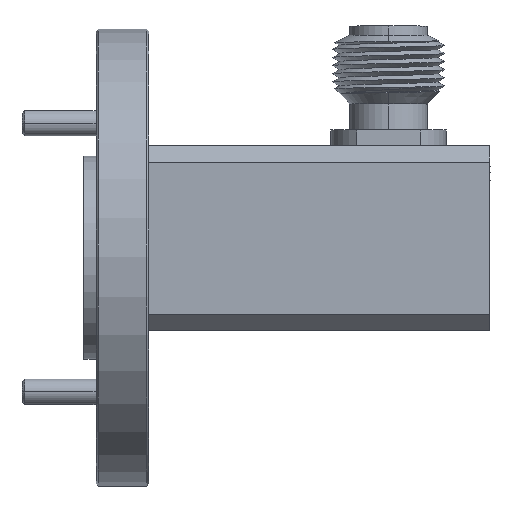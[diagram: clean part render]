
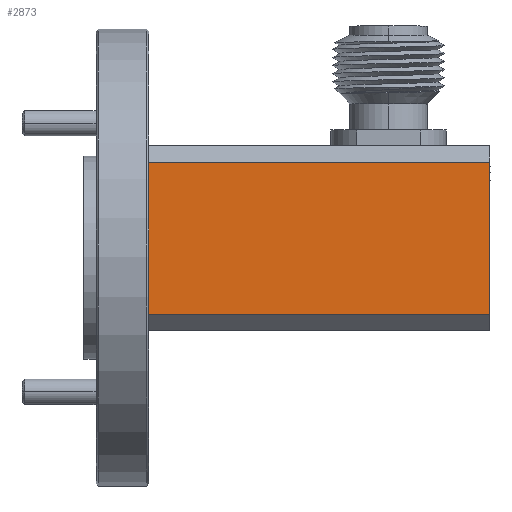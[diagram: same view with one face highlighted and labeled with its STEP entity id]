
A CAD part, top view. The second image highlights one B-rep face of the part: STEP entity #2873.
In plain terms, the highlighted planar face has unit normal (0, 0, 1).
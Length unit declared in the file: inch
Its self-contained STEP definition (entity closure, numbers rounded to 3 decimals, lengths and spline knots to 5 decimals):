
#1241 = LINE ( 'NONE', #8056, #10235 ) ;
#1744 = LINE ( 'NONE', #5084, #10467 ) ;
#2047 = VECTOR ( 'NONE', #10928, 39.37008 ) ;
#2246 = CARTESIAN_POINT ( 'NONE',  ( 0.86724, 1.0719, 1.17706 ) ) ;
#2522 = ORIENTED_EDGE ( 'NONE', *, *, #9010, .T. ) ;
#2648 = ORIENTED_EDGE ( 'NONE', *, *, #4086, .T. ) ;
#2873 = ADVANCED_FACE ( 'NONE', ( #4075 ), #10124, .F. ) ;
#3325 = CARTESIAN_POINT ( 'NONE',  ( 0.86724, 1.0719, 1.17706 ) ) ;
#3687 = ORIENTED_EDGE ( 'NONE', *, *, #8722, .F. ) ;
#4075 = FACE_OUTER_BOUND ( 'NONE', #5842, .T. ) ;
#4086 = EDGE_CURVE ( 'NONE', #4512, #6788, #8673, .T. ) ;
#4512 = VERTEX_POINT ( 'NONE', #9800 ) ;
#4598 = DIRECTION ( 'NONE',  ( 0., -1., 0. ) ) ;
#4609 = CARTESIAN_POINT ( 'NONE',  ( 0.02724, 0.6969, 1.17706 ) ) ;
#4691 = VECTOR ( 'NONE', #8369, 39.37008 ) ;
#4944 = DIRECTION ( 'NONE',  ( 0., 0., -1. ) ) ;
#5035 = VERTEX_POINT ( 'NONE', #8276 ) ;
#5084 = CARTESIAN_POINT ( 'NONE',  ( 0.86724, 0.6969, 1.17706 ) ) ;
#5842 = EDGE_LOOP ( 'NONE', ( #2648, #6320, #3687, #2522 ) ) ;
#5956 = DIRECTION ( 'NONE',  ( 1., 0., 0. ) ) ;
#6320 = ORIENTED_EDGE ( 'NONE', *, *, #9775, .T. ) ;
#6770 = AXIS2_PLACEMENT_3D ( 'NONE', #8412, #4944, #11112 ) ;
#6788 = VERTEX_POINT ( 'NONE', #4609 ) ;
#7788 = LINE ( 'NONE', #2246, #2047 ) ;
#8056 = CARTESIAN_POINT ( 'NONE',  ( 0.86724, 1.1119, 1.17706 ) ) ;
#8276 = CARTESIAN_POINT ( 'NONE',  ( 0.86724, 0.6969, 1.17706 ) ) ;
#8369 = DIRECTION ( 'NONE',  ( 0., -1., 0. ) ) ;
#8412 = CARTESIAN_POINT ( 'NONE',  ( 0.86724, 1.1119, 1.17706 ) ) ;
#8673 = LINE ( 'NONE', #9236, #4691 ) ;
#8722 = EDGE_CURVE ( 'NONE', #10416, #5035, #1241, .T. ) ;
#9010 = EDGE_CURVE ( 'NONE', #10416, #4512, #7788, .T. ) ;
#9236 = CARTESIAN_POINT ( 'NONE',  ( 0.02724, 1.1119, 1.17706 ) ) ;
#9775 = EDGE_CURVE ( 'NONE', #6788, #5035, #1744, .T. ) ;
#9800 = CARTESIAN_POINT ( 'NONE',  ( 0.02724, 1.0719, 1.17706 ) ) ;
#10124 = PLANE ( 'NONE',  #6770 ) ;
#10235 = VECTOR ( 'NONE', #4598, 39.37008 ) ;
#10416 = VERTEX_POINT ( 'NONE', #3325 ) ;
#10467 = VECTOR ( 'NONE', #5956, 39.37008 ) ;
#10928 = DIRECTION ( 'NONE',  ( -1., 0., 0. ) ) ;
#11112 = DIRECTION ( 'NONE',  ( 0., 1., 0. ) ) ;
